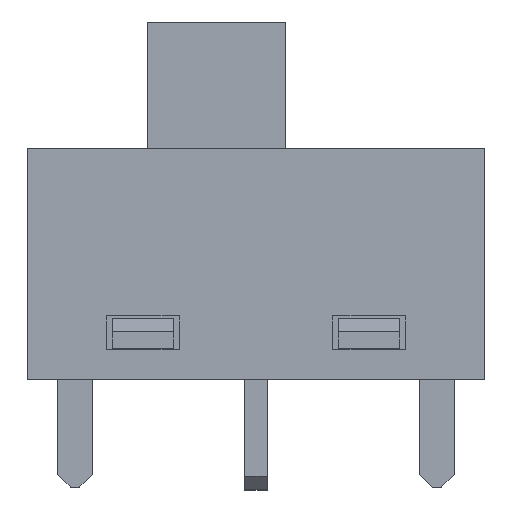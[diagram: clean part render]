
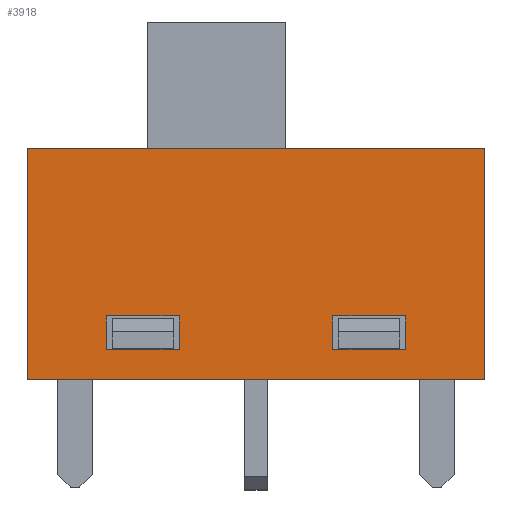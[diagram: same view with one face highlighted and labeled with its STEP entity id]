
A CAD part, top view. The second image highlights one B-rep face of the part: STEP entity #3918.
In plain terms, the highlighted planar face has unit normal (0, 0, 1).
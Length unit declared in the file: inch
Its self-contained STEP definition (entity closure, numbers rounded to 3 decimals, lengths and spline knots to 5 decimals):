
#61=FACE_BOUND('',#262,.T.);
#62=FACE_BOUND('',#263,.T.);
#104=FACE_OUTER_BOUND('',#261,.T.);
#261=EDGE_LOOP('',(#2764,#2765,#2766,#2767));
#262=EDGE_LOOP('',(#2768,#2769,#2770,#2771));
#263=EDGE_LOOP('',(#2772,#2773,#2774,#2775));
#534=LINE('',#5500,#1102);
#535=LINE('',#5502,#1103);
#536=LINE('',#5504,#1104);
#537=LINE('',#5505,#1105);
#538=LINE('',#5508,#1106);
#539=LINE('',#5510,#1107);
#540=LINE('',#5512,#1108);
#541=LINE('',#5513,#1109);
#542=LINE('',#5516,#1110);
#543=LINE('',#5518,#1111);
#544=LINE('',#5520,#1112);
#545=LINE('',#5521,#1113);
#1102=VECTOR('',#4468,0.3937);
#1103=VECTOR('',#4469,0.3937);
#1104=VECTOR('',#4470,0.3937);
#1105=VECTOR('',#4471,0.3937);
#1106=VECTOR('',#4472,0.3937);
#1107=VECTOR('',#4473,0.3937);
#1108=VECTOR('',#4474,0.3937);
#1109=VECTOR('',#4475,0.3937);
#1110=VECTOR('',#4476,0.3937);
#1111=VECTOR('',#4477,0.3937);
#1112=VECTOR('',#4478,0.3937);
#1113=VECTOR('',#4479,0.3937);
#1643=VERTEX_POINT('',#5498);
#1644=VERTEX_POINT('',#5499);
#1645=VERTEX_POINT('',#5501);
#1646=VERTEX_POINT('',#5503);
#1647=VERTEX_POINT('',#5506);
#1648=VERTEX_POINT('',#5507);
#1649=VERTEX_POINT('',#5509);
#1650=VERTEX_POINT('',#5511);
#1651=VERTEX_POINT('',#5514);
#1652=VERTEX_POINT('',#5515);
#1653=VERTEX_POINT('',#5517);
#1654=VERTEX_POINT('',#5519);
#2122=EDGE_CURVE('',#1643,#1644,#534,.T.);
#2123=EDGE_CURVE('',#1645,#1643,#535,.T.);
#2124=EDGE_CURVE('',#1646,#1645,#536,.T.);
#2125=EDGE_CURVE('',#1644,#1646,#537,.T.);
#2126=EDGE_CURVE('',#1647,#1648,#538,.T.);
#2127=EDGE_CURVE('',#1648,#1649,#539,.T.);
#2128=EDGE_CURVE('',#1649,#1650,#540,.T.);
#2129=EDGE_CURVE('',#1650,#1647,#541,.T.);
#2130=EDGE_CURVE('',#1651,#1652,#542,.T.);
#2131=EDGE_CURVE('',#1652,#1653,#543,.T.);
#2132=EDGE_CURVE('',#1653,#1654,#544,.T.);
#2133=EDGE_CURVE('',#1654,#1651,#545,.T.);
#2764=ORIENTED_EDGE('',*,*,#2122,.F.);
#2765=ORIENTED_EDGE('',*,*,#2123,.F.);
#2766=ORIENTED_EDGE('',*,*,#2124,.F.);
#2767=ORIENTED_EDGE('',*,*,#2125,.F.);
#2768=ORIENTED_EDGE('',*,*,#2126,.T.);
#2769=ORIENTED_EDGE('',*,*,#2127,.T.);
#2770=ORIENTED_EDGE('',*,*,#2128,.T.);
#2771=ORIENTED_EDGE('',*,*,#2129,.T.);
#2772=ORIENTED_EDGE('',*,*,#2130,.T.);
#2773=ORIENTED_EDGE('',*,*,#2131,.T.);
#2774=ORIENTED_EDGE('',*,*,#2132,.T.);
#2775=ORIENTED_EDGE('',*,*,#2133,.T.);
#3615=PLANE('',#4115);
#3918=ADVANCED_FACE('',(#104,#61,#62),#3615,.T.);
#4115=AXIS2_PLACEMENT_3D('',#5497,#4466,#4467);
#4466=DIRECTION('center_axis',(0.,0.,1.));
#4467=DIRECTION('ref_axis',(1.,0.,0.));
#4468=DIRECTION('',(0.,-1.,0.));
#4469=DIRECTION('',(1.,0.,0.));
#4470=DIRECTION('',(0.,1.,0.));
#4471=DIRECTION('',(-1.,0.,0.));
#4472=DIRECTION('',(0.,-1.,0.));
#4473=DIRECTION('',(-1.,0.,0.));
#4474=DIRECTION('',(0.,1.,0.));
#4475=DIRECTION('',(1.,0.,0.));
#4476=DIRECTION('',(1.,0.,0.));
#4477=DIRECTION('',(0.,-1.,0.));
#4478=DIRECTION('',(-1.,0.,0.));
#4479=DIRECTION('',(0.,1.,0.));
#5497=CARTESIAN_POINT('Origin',(0.,0.,
0.1525));
#5498=CARTESIAN_POINT('',(0.2525,0.1275,0.1525));
#5499=CARTESIAN_POINT('',(0.2525,-0.1275,0.1525));
#5500=CARTESIAN_POINT('',(0.2525,0.1275,0.1525));
#5501=CARTESIAN_POINT('',(-0.2525,0.1275,0.1525));
#5502=CARTESIAN_POINT('',(-0.2525,0.1275,0.1525));
#5503=CARTESIAN_POINT('',(-0.2525,-0.1275,0.1525));
#5504=CARTESIAN_POINT('',(-0.2525,-0.1275,0.1525));
#5505=CARTESIAN_POINT('',(0.2525,-0.1275,0.1525));
#5506=CARTESIAN_POINT('',(-0.085,-0.0575,0.1525));
#5507=CARTESIAN_POINT('',(-0.085,-0.0945,0.1525));
#5508=CARTESIAN_POINT('',(-0.085,-0.04725,0.1525));
#5509=CARTESIAN_POINT('',(-0.165,-0.0945,0.1525));
#5510=CARTESIAN_POINT('',(-0.0825,-0.0945,0.1525));
#5511=CARTESIAN_POINT('',(-0.165,-0.0575,0.1525));
#5512=CARTESIAN_POINT('',(-0.165,-0.02875,0.1525));
#5513=CARTESIAN_POINT('',(-0.0425,-0.0575,0.1525));
#5514=CARTESIAN_POINT('',(0.085,-0.0575,0.1525));
#5515=CARTESIAN_POINT('',(0.165,-0.0575,0.1525));
#5516=CARTESIAN_POINT('',(0.0825,-0.0575,0.1525));
#5517=CARTESIAN_POINT('',(0.165,-0.0945,0.1525));
#5518=CARTESIAN_POINT('',(0.165,-0.04725,0.1525));
#5519=CARTESIAN_POINT('',(0.085,-0.0945,0.1525));
#5520=CARTESIAN_POINT('',(0.0425,-0.0945,0.1525));
#5521=CARTESIAN_POINT('',(0.085,-0.02875,0.1525));
